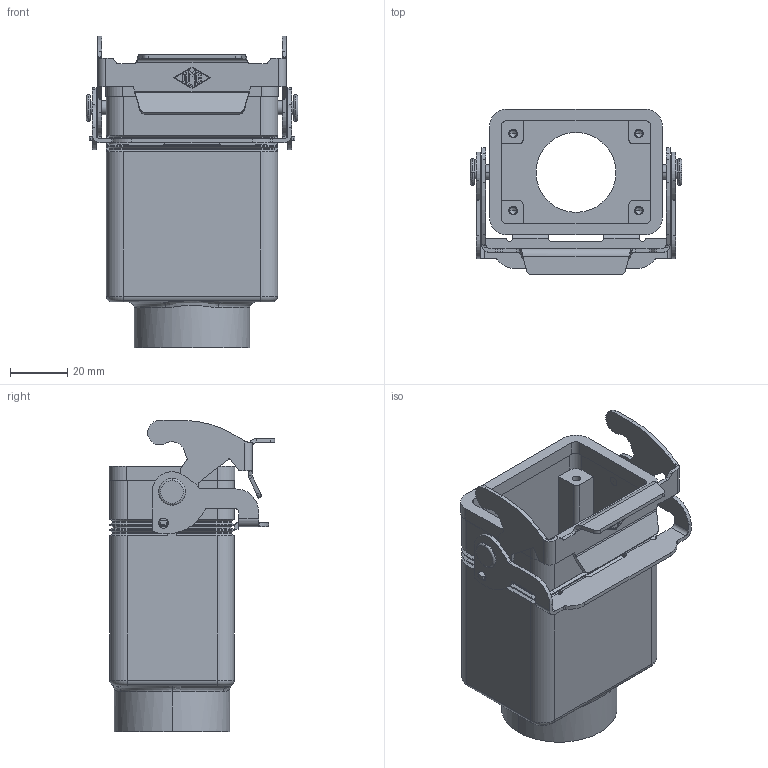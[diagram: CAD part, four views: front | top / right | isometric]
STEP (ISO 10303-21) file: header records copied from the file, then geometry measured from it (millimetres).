
FILE_DESCRIPTION((''),'2;1');
FILE_NAME('MVAV 06 LG32.stp','2006-12-19T10:26:08',('gembarski'),(''),'Autodesk Inventor 7','Autodesk Inventor 7','');
FILE_SCHEMA(('AUTOMOTIVE_DESIGN { 1 0 10303 214 1 1 1 1 }'));
Length unit declared in the file: millimetre
Products named in the file (1): MVAV 06 LG32
Bounding box: 74 x 57.98 x 109 mm (x, y, z)
Volume: 79004.5 mm3; surface area: 47082.9 mm2
Topology: 2 solids, 2 shells, 499 faces, 1289 edges, 810 vertices
Faces by surface type: bspline 194, plane 156, cylinder 127, cone 14, torus 8
Entity records: 18274 total; most frequent: CARTESIAN_POINT 6535, ORIENTED_EDGE 2554, DIRECTION 2269, EDGE_CURVE 1277, VECTOR 825, LINE 825, VERTEX_POINT 810, AXIS2_PLACEMENT_3D 722
